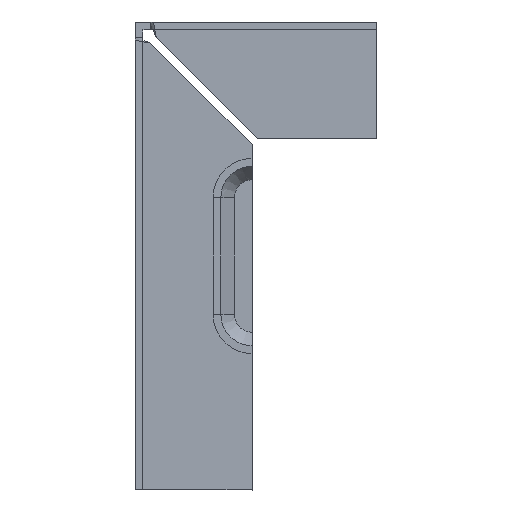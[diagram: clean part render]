
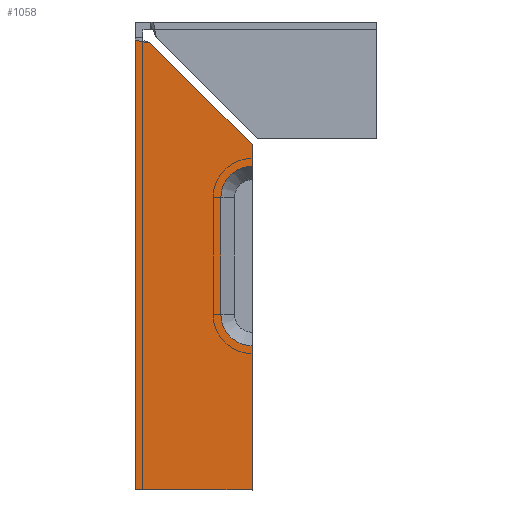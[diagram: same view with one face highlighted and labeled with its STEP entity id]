
A CAD part, left-side view. The second image highlights one B-rep face of the part: STEP entity #1058.
In plain terms, the highlighted planar face has unit normal (-1, 0, 0).
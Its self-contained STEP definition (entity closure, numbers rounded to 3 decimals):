
#33=CIRCLE('',#1143,4.);
#34=CIRCLE('',#1144,4.);
#52=PLANE('',#1142);
#99=FACE_OUTER_BOUND('',#151,.T.);
#151=EDGE_LOOP('',(#822,#823,#824,#825,#826,#827,#828,#829,#830,#831));
#200=LINE('',#1537,#314);
#260=LINE('',#1778,#374);
#261=LINE('',#1780,#375);
#262=LINE('',#1782,#376);
#263=LINE('',#1786,#377);
#264=LINE('',#1790,#378);
#265=LINE('',#1792,#379);
#314=VECTOR('',#1202,10.);
#374=VECTOR('',#1318,10.);
#375=VECTOR('',#1319,10.);
#376=VECTOR('',#1320,10.);
#377=VECTOR('',#1323,10.);
#378=VECTOR('',#1326,10.);
#379=VECTOR('',#1327,10.);
#428=B_SPLINE_CURVE_WITH_KNOTS('',3,(#1793,#1794,#1795,#1796,#1797,#1798,
#1799,#1800),.UNSPECIFIED.,.F.,.F.,(4,2,2,4),(-1.156,-1.084,
-0.98,-0.905),.UNSPECIFIED.);
#453=VERTEX_POINT('',#1534);
#454=VERTEX_POINT('',#1536);
#513=VERTEX_POINT('',#1777);
#514=VERTEX_POINT('',#1779);
#515=VERTEX_POINT('',#1781);
#516=VERTEX_POINT('',#1783);
#517=VERTEX_POINT('',#1785);
#518=VERTEX_POINT('',#1787);
#519=VERTEX_POINT('',#1789);
#520=VERTEX_POINT('',#1791);
#555=EDGE_CURVE('',#453,#454,#200,.T.);
#637=EDGE_CURVE('',#513,#453,#260,.T.);
#638=EDGE_CURVE('',#514,#513,#261,.T.);
#639=EDGE_CURVE('',#515,#514,#262,.T.);
#640=EDGE_CURVE('',#516,#515,#33,.T.);
#641=EDGE_CURVE('',#516,#517,#263,.T.);
#642=EDGE_CURVE('',#517,#518,#34,.T.);
#643=EDGE_CURVE('',#518,#519,#264,.T.);
#644=EDGE_CURVE('',#520,#519,#265,.T.);
#645=EDGE_CURVE('',#520,#454,#428,.T.);
#822=ORIENTED_EDGE('',*,*,#637,.F.);
#823=ORIENTED_EDGE('',*,*,#638,.F.);
#824=ORIENTED_EDGE('',*,*,#639,.F.);
#825=ORIENTED_EDGE('',*,*,#640,.F.);
#826=ORIENTED_EDGE('',*,*,#641,.T.);
#827=ORIENTED_EDGE('',*,*,#642,.T.);
#828=ORIENTED_EDGE('',*,*,#643,.T.);
#829=ORIENTED_EDGE('',*,*,#644,.F.);
#830=ORIENTED_EDGE('',*,*,#645,.T.);
#831=ORIENTED_EDGE('',*,*,#555,.F.);
#1058=ADVANCED_FACE('',(#99),#52,.T.);
#1142=AXIS2_PLACEMENT_3D('',#1776,#1316,#1317);
#1143=AXIS2_PLACEMENT_3D('',#1784,#1321,#1322);
#1144=AXIS2_PLACEMENT_3D('',#1788,#1324,#1325);
#1202=DIRECTION('',(0.,0.,1.));
#1316=DIRECTION('center_axis',(-1.,0.,0.));
#1317=DIRECTION('ref_axis',(0.,0.,
1.));
#1318=DIRECTION('',(0.,1.,0.));
#1319=DIRECTION('',(0.,1.,0.));
#1320=DIRECTION('',(0.,0.,-1.));
#1321=DIRECTION('center_axis',(-1.,0.,0.));
#1322=DIRECTION('ref_axis',(0.,-1.,0.));
#1323=DIRECTION('',(0.,0.,1.));
#1324=DIRECTION('center_axis',(1.,0.,0.));
#1325=DIRECTION('ref_axis',(0.,1.,0.));
#1326=DIRECTION('',(0.,0.,1.));
#1327=DIRECTION('',(0.,-0.707,-0.707));
#1534=CARTESIAN_POINT('',(-301.,1.,-30.));
#1536=CARTESIAN_POINT('',(-301.,1.,27.646));
#1537=CARTESIAN_POINT('',(-301.,1.,-1.504));
#1776=CARTESIAN_POINT('Origin',(-301.,-5.652,-3.007));
#1777=CARTESIAN_POINT('',(-301.,-1.,-30.));
#1778=CARTESIAN_POINT('',(-301.,-3.326,-30.));
#1779=CARTESIAN_POINT('',(-301.,-14.,-30.));
#1780=CARTESIAN_POINT('',(-301.,1.262,-30.));
#1781=CARTESIAN_POINT('',(-301.,-14.,-11.5));
#1782=CARTESIAN_POINT('',(-301.,-14.,14.293));
#1783=CARTESIAN_POINT('',(-301.,-10.,-7.5));
#1784=CARTESIAN_POINT('Origin',(-301.,-14.,-7.5));
#1785=CARTESIAN_POINT('',(-301.,-10.,7.5));
#1786=CARTESIAN_POINT('',(-301.,-10.,2.246));
#1787=CARTESIAN_POINT('',(-301.,-14.,11.5));
#1788=CARTESIAN_POINT('Origin',(-301.,-14.,7.5));
#1789=CARTESIAN_POINT('',(-301.,-14.,14.293));
#1790=CARTESIAN_POINT('',(-301.,-14.,-7.754));
#1791=CARTESIAN_POINT('',(-301.,-1.,27.293));
#1792=CARTESIAN_POINT('',(-301.,-1.,27.293));
#1793=CARTESIAN_POINT('Ctrl Pts',(-301.,-1.,
27.293));
#1794=CARTESIAN_POINT('Ctrl Pts',(-301.,-0.813,
27.335));
#1795=CARTESIAN_POINT('Ctrl Pts',(-301.,-0.625,
27.377));
#1796=CARTESIAN_POINT('Ctrl Pts',(-301.,-0.145,
27.477));
#1797=CARTESIAN_POINT('Ctrl Pts',(-301.,0.116,27.525));
#1798=CARTESIAN_POINT('Ctrl Pts',(-301.,0.599,27.598));
#1799=CARTESIAN_POINT('Ctrl Pts',(-301.,0.8,27.624));
#1800=CARTESIAN_POINT('Ctrl Pts',(-301.,1.,27.646));
